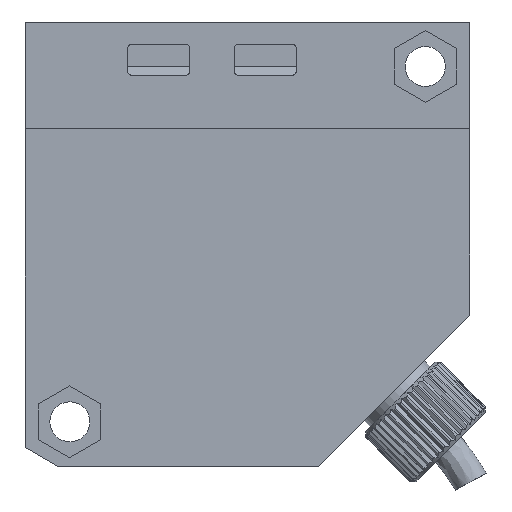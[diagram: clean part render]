
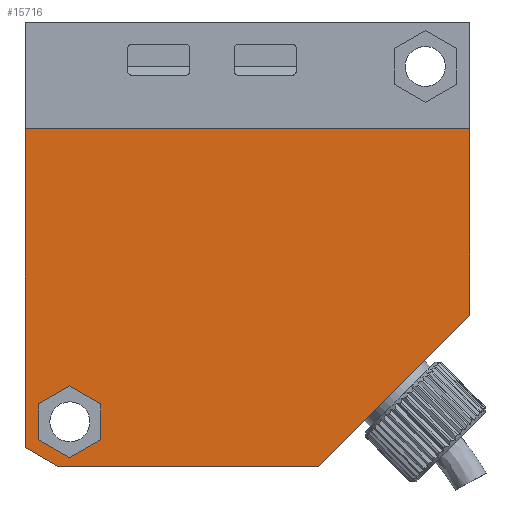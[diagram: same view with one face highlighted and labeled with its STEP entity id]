
A CAD part, left-side view. The second image highlights one B-rep face of the part: STEP entity #15716.
In plain terms, the highlighted planar face has unit normal (-1, 0, 0).
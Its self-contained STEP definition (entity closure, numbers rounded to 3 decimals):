
#112 = ORIENTED_EDGE ( 'NONE', *, *, #2787, .F. ) ;
#530 = CARTESIAN_POINT ( 'NONE',  ( -9., 0., 0. ) ) ;
#618 = LINE ( 'NONE', #8687, #10399 ) ;
#711 = CARTESIAN_POINT ( 'NONE',  ( -9., 46.34, -38. ) ) ;
#1004 = DIRECTION ( 'NONE',  ( 0., 0.866, 0.5 ) ) ;
#1244 = VERTEX_POINT ( 'NONE', #22686 ) ;
#1288 = FACE_BOUND ( 'NONE', #6104, .T. ) ;
#1396 = DIRECTION ( 'NONE',  ( 0., 0., 1. ) ) ;
#1523 = EDGE_CURVE ( 'NONE', #6578, #22234, #8929, .T. ) ;
#2227 = LINE ( 'NONE', #8405, #12647 ) ;
#2282 = CARTESIAN_POINT ( 'NONE',  ( -9., 52.511, -34.437 ) ) ;
#2563 = DIRECTION ( 'NONE',  ( 0., -0.866, -0.5 ) ) ;
#2787 = EDGE_CURVE ( 'NONE', #20715, #8029, #10098, .T. ) ;
#2918 = EDGE_CURVE ( 'NONE', #24323, #4458, #13397, .T. ) ;
#2986 = PLANE ( 'NONE',  #14747 ) ;
#3025 = EDGE_CURVE ( 'NONE', #8029, #11035, #618, .T. ) ;
#3382 = VECTOR ( 'NONE', #1004, 1000. ) ;
#4001 = CARTESIAN_POINT ( 'NONE',  ( -9., 0., -21. ) ) ;
#4458 = VERTEX_POINT ( 'NONE', #16340 ) ;
#4471 = DIRECTION ( 'NONE',  ( 0., 0.707, -0.707 ) ) ;
#5625 = ORIENTED_EDGE ( 'NONE', *, *, #18340, .F. ) ;
#5693 = DIRECTION ( 'NONE',  ( 0., 0., 1. ) ) ;
#5810 = EDGE_CURVE ( 'NONE', #1244, #20715, #9247, .T. ) ;
#5922 = ORIENTED_EDGE ( 'NONE', *, *, #3025, .F. ) ;
#5932 = CARTESIAN_POINT ( 'NONE',  ( -9., 41.5, -35.021 ) ) ;
#6104 = EDGE_LOOP ( 'NONE', ( #18359, #23939, #21995, #5625, #5922, #112 ) ) ;
#6440 = CARTESIAN_POINT ( 'NONE',  ( -9., 50., -35.887 ) ) ;
#6578 = VERTEX_POINT ( 'NONE', #6440 ) ;
#6759 = VECTOR ( 'NONE', #15926, 1000. ) ;
#6977 = LINE ( 'NONE', #15616, #12203 ) ;
#7103 = CARTESIAN_POINT ( 'NONE',  ( -9., 0., 0. ) ) ;
#8029 = VERTEX_POINT ( 'NONE', #12231 ) ;
#8048 = VECTOR ( 'NONE', #16046, 1000. ) ;
#8234 = CARTESIAN_POINT ( 'NONE',  ( -9., 17., -38. ) ) ;
#8405 = CARTESIAN_POINT ( 'NONE',  ( -9., 0., 0. ) ) ;
#8472 = LINE ( 'NONE', #16382, #23381 ) ;
#8687 = CARTESIAN_POINT ( 'NONE',  ( -9., 48.5, -30.979 ) ) ;
#8875 = VERTEX_POINT ( 'NONE', #12493 ) ;
#8929 = LINE ( 'NONE', #2282, #6759 ) ;
#9231 = VERTEX_POINT ( 'NONE', #19499 ) ;
#9247 = LINE ( 'NONE', #10759, #3382 ) ;
#9305 = LINE ( 'NONE', #8234, #8048 ) ;
#9788 = CARTESIAN_POINT ( 'NONE',  ( -9., 45., -28.959 ) ) ;
#10098 = LINE ( 'NONE', #19737, #19817 ) ;
#10355 = VECTOR ( 'NONE', #5693, 1000. ) ;
#10399 = VECTOR ( 'NONE', #22297, 1000. ) ;
#10675 = CARTESIAN_POINT ( 'NONE',  ( -9., 41.5, -35.021 ) ) ;
#10759 = CARTESIAN_POINT ( 'NONE',  ( -9., 41.5, -30.979 ) ) ;
#10938 = DIRECTION ( 'NONE',  ( 0., 0., -1. ) ) ;
#11035 = VERTEX_POINT ( 'NONE', #17731 ) ;
#11613 = ORIENTED_EDGE ( 'NONE', *, *, #2918, .F. ) ;
#11672 = FACE_OUTER_BOUND ( 'NONE', #24437, .T. ) ;
#11750 = DIRECTION ( 'NONE',  ( 0., -0.866, 0.5 ) ) ;
#12203 = VECTOR ( 'NONE', #11750, 1000. ) ;
#12204 = VERTEX_POINT ( 'NONE', #19645 ) ;
#12231 = CARTESIAN_POINT ( 'NONE',  ( -9., 48.5, -30.979 ) ) ;
#12493 = CARTESIAN_POINT ( 'NONE',  ( -9., 45., -37.041 ) ) ;
#12647 = VECTOR ( 'NONE', #22020, 1000. ) ;
#12810 = VECTOR ( 'NONE', #4471, 1000. ) ;
#12974 = EDGE_CURVE ( 'NONE', #20555, #1244, #17336, .T. ) ;
#13069 = DIRECTION ( 'NONE',  ( -1., 0., 0. ) ) ;
#13397 = LINE ( 'NONE', #23924, #12810 ) ;
#13443 = EDGE_CURVE ( 'NONE', #8875, #20555, #6977, .T. ) ;
#14740 = ORIENTED_EDGE ( 'NONE', *, *, #1523, .T. ) ;
#14747 = AXIS2_PLACEMENT_3D ( 'NONE', #7103, #13069, #1396 ) ;
#15394 = CARTESIAN_POINT ( 'NONE',  ( -9., 50., 0. ) ) ;
#15616 = CARTESIAN_POINT ( 'NONE',  ( -9., 45., -37.041 ) ) ;
#15716 = ADVANCED_FACE ( 'NONE', ( #11672, #1288 ), #2986, .T. ) ;
#15733 = ORIENTED_EDGE ( 'NONE', *, *, #23544, .F. ) ;
#15926 = DIRECTION ( 'NONE',  ( 0., -0.866, -0.5 ) ) ;
#16046 = DIRECTION ( 'NONE',  ( 0., 1., 0. ) ) ;
#16340 = CARTESIAN_POINT ( 'NONE',  ( -9., 17., -38. ) ) ;
#16382 = CARTESIAN_POINT ( 'NONE',  ( -9., 48.5, -35.021 ) ) ;
#16726 = VECTOR ( 'NONE', #10938, 1000. ) ;
#17336 = LINE ( 'NONE', #5932, #17959 ) ;
#17731 = CARTESIAN_POINT ( 'NONE',  ( -9., 48.5, -35.021 ) ) ;
#17959 = VECTOR ( 'NONE', #19577, 1000. ) ;
#18340 = EDGE_CURVE ( 'NONE', #11035, #8875, #8472, .T. ) ;
#18359 = ORIENTED_EDGE ( 'NONE', *, *, #5810, .F. ) ;
#19499 = CARTESIAN_POINT ( 'NONE',  ( -9., 50., 0. ) ) ;
#19577 = DIRECTION ( 'NONE',  ( 0., 0., 1. ) ) ;
#19645 = CARTESIAN_POINT ( 'NONE',  ( -9., 0., 0. ) ) ;
#19737 = CARTESIAN_POINT ( 'NONE',  ( -9., 45., -28.959 ) ) ;
#19817 = VECTOR ( 'NONE', #21694, 1000. ) ;
#20073 = LINE ( 'NONE', #15394, #10355 ) ;
#20555 = VERTEX_POINT ( 'NONE', #10675 ) ;
#20715 = VERTEX_POINT ( 'NONE', #9788 ) ;
#20842 = EDGE_CURVE ( 'NONE', #4458, #22234, #9305, .T. ) ;
#20863 = EDGE_CURVE ( 'NONE', #9231, #12204, #2227, .T. ) ;
#21694 = DIRECTION ( 'NONE',  ( 0., 0.866, -0.5 ) ) ;
#21849 = ORIENTED_EDGE ( 'NONE', *, *, #23306, .F. ) ;
#21921 = LINE ( 'NONE', #530, #16726 ) ;
#21995 = ORIENTED_EDGE ( 'NONE', *, *, #13443, .F. ) ;
#22020 = DIRECTION ( 'NONE',  ( 0., -1., 0. ) ) ;
#22234 = VERTEX_POINT ( 'NONE', #711 ) ;
#22297 = DIRECTION ( 'NONE',  ( 0., 0., -1. ) ) ;
#22686 = CARTESIAN_POINT ( 'NONE',  ( -9., 41.5, -30.979 ) ) ;
#22734 = ORIENTED_EDGE ( 'NONE', *, *, #20863, .F. ) ;
#23306 = EDGE_CURVE ( 'NONE', #6578, #9231, #20073, .T. ) ;
#23381 = VECTOR ( 'NONE', #2563, 1000. ) ;
#23544 = EDGE_CURVE ( 'NONE', #12204, #24323, #21921, .T. ) ;
#23865 = ORIENTED_EDGE ( 'NONE', *, *, #20842, .F. ) ;
#23924 = CARTESIAN_POINT ( 'NONE',  ( -9., 0., -21. ) ) ;
#23939 = ORIENTED_EDGE ( 'NONE', *, *, #12974, .F. ) ;
#24323 = VERTEX_POINT ( 'NONE', #4001 ) ;
#24437 = EDGE_LOOP ( 'NONE', ( #14740, #23865, #11613, #15733, #22734, #21849 ) ) ;
